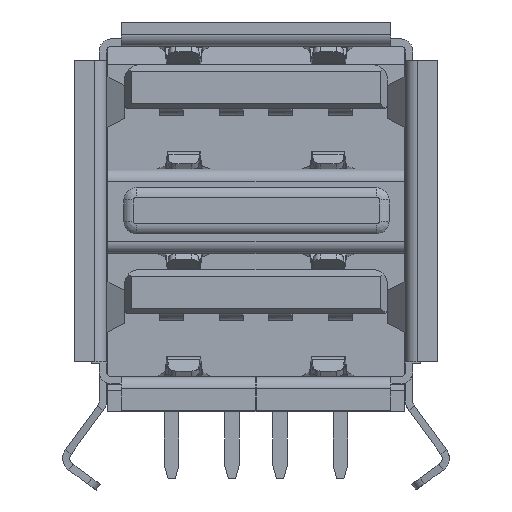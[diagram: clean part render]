
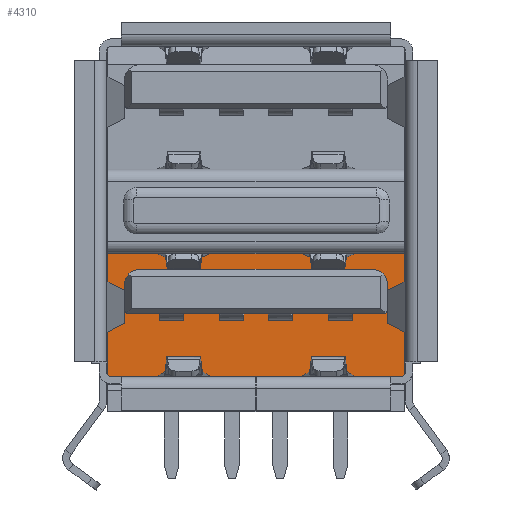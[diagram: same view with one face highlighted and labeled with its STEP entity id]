
A CAD part, front view. The second image highlights one B-rep face of the part: STEP entity #4310.
In plain terms, the highlighted planar face has unit normal (0, -1, 0).
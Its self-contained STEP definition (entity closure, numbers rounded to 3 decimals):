
#3204 = VERTEX_POINT('',#3205);
#3205 = CARTESIAN_POINT('',(-6.16,-6.6,
    6.56));
#3350 = VERTEX_POINT('',#3351);
#3351 = CARTESIAN_POINT('',(-6.16,-6.6,1.12));
#3357 = EDGE_CURVE('',#3204,#3350,#3358,.T.);
#3358 = LINE('',#3359,#3360);
#3359 = CARTESIAN_POINT('',(-6.16,-6.6,7.545));
#3360 = VECTOR('',#3361,1.);
#3361 = DIRECTION('',(0.,0.,-1.));
#3636 = VERTEX_POINT('',#3637);
#3637 = CARTESIAN_POINT('',(6.16,-6.6,6.56
    ));
#3643 = EDGE_CURVE('',#3636,#3644,#3646,.T.);
#3644 = VERTEX_POINT('',#3645);
#3645 = CARTESIAN_POINT('',(6.16,-6.6,1.12));
#3646 = LINE('',#3647,#3648);
#3647 = CARTESIAN_POINT('',(6.16,-6.6,7.545));
#3648 = VECTOR('',#3649,1.);
#3649 = DIRECTION('',(0.,0.,-1.));
#4310 = ADVANCED_FACE('',(#4311,#4345,#4415,#4449),#4465,.F.);
#4311 = FACE_BOUND('',#4312,.T.);
#4312 = EDGE_LOOP('',(#4313,#4323,#4331,#4339));
#4313 = ORIENTED_EDGE('',*,*,#4314,.T.);
#4314 = EDGE_CURVE('',#4315,#4317,#4319,.T.);
#4315 = VERTEX_POINT('',#4316);
#4316 = CARTESIAN_POINT('',(-0.001,-6.6,1.45));
#4317 = VERTEX_POINT('',#4318);
#4318 = CARTESIAN_POINT('',(-0.001,-6.6,1.15));
#4319 = LINE('',#4320,#4321);
#4320 = CARTESIAN_POINT('',(-0.001,-6.6,1.3));
#4321 = VECTOR('',#4322,1.);
#4322 = DIRECTION('',(0.,0.,-1.));
#4323 = ORIENTED_EDGE('',*,*,#4324,.F.);
#4324 = EDGE_CURVE('',#4325,#4317,#4327,.T.);
#4325 = VERTEX_POINT('',#4326);
#4326 = CARTESIAN_POINT('',(-0.723,-6.6,
    1.15));
#4327 = LINE('',#4328,#4329);
#4328 = CARTESIAN_POINT('',(-2.6,-6.6,1.15));
#4329 = VECTOR('',#4330,1.);
#4330 = DIRECTION('',(1.,0.,0.));
#4331 = ORIENTED_EDGE('',*,*,#4332,.F.);
#4332 = EDGE_CURVE('',#4333,#4325,#4335,.T.);
#4333 = VERTEX_POINT('',#4334);
#4334 = CARTESIAN_POINT('',(-0.723,-6.6,1.45));
#4335 = LINE('',#4336,#4337);
#4336 = CARTESIAN_POINT('',(-0.723,-6.6,3.84));
#4337 = VECTOR('',#4338,1.);
#4338 = DIRECTION('',(0.,0.,-1.));
#4339 = ORIENTED_EDGE('',*,*,#4340,.F.);
#4340 = EDGE_CURVE('',#4315,#4333,#4341,.T.);
#4341 = LINE('',#4342,#4343);
#4342 = CARTESIAN_POINT('',(0.,-6.6,1.45));
#4343 = VECTOR('',#4344,1.);
#4344 = DIRECTION('',(-1.,0.,0.));
#4345 = FACE_BOUND('',#4346,.T.);
#4346 = EDGE_LOOP('',(#4347,#4357,#4366,#4374,#4383,#4391,#4400,#4408));
#4347 = ORIENTED_EDGE('',*,*,#4348,.F.);
#4348 = EDGE_CURVE('',#4349,#4351,#4353,.T.);
#4349 = VERTEX_POINT('',#4350);
#4350 = CARTESIAN_POINT('',(-5.26,-6.6,4.06));
#4351 = VERTEX_POINT('',#4352);
#4352 = CARTESIAN_POINT('',(5.26,-6.6,4.06));
#4353 = LINE('',#4354,#4355);
#4354 = CARTESIAN_POINT('',(0.,-6.6,4.06));
#4355 = VECTOR('',#4356,1.);
#4356 = DIRECTION('',(1.,0.,0.));
#4357 = ORIENTED_EDGE('',*,*,#4358,.T.);
#4358 = EDGE_CURVE('',#4349,#4359,#4361,.T.);
#4359 = VERTEX_POINT('',#4360);
#4360 = CARTESIAN_POINT('',(-5.46,-6.6,4.26));
#4361 = CIRCLE('',#4362,0.2);
#4362 = AXIS2_PLACEMENT_3D('',#4363,#4364,#4365);
#4363 = CARTESIAN_POINT('',(-5.26,-6.6,4.26));
#4364 = DIRECTION('',(0.,1.,0.));
#4365 = DIRECTION('',(1.,0.,0.));
#4366 = ORIENTED_EDGE('',*,*,#4367,.F.);
#4367 = EDGE_CURVE('',#4368,#4359,#4370,.T.);
#4368 = VERTEX_POINT('',#4369);
#4369 = CARTESIAN_POINT('',(-5.46,-6.6,5.26));
#4370 = LINE('',#4371,#4372);
#4371 = CARTESIAN_POINT('',(-5.46,-6.6,4.76));
#4372 = VECTOR('',#4373,1.);
#4373 = DIRECTION('',(0.,0.,-1.));
#4374 = ORIENTED_EDGE('',*,*,#4375,.T.);
#4375 = EDGE_CURVE('',#4368,#4376,#4378,.T.);
#4376 = VERTEX_POINT('',#4377);
#4377 = CARTESIAN_POINT('',(-4.82,-6.6,5.9));
#4378 = CIRCLE('',#4379,0.64);
#4379 = AXIS2_PLACEMENT_3D('',#4380,#4381,#4382);
#4380 = CARTESIAN_POINT('',(-4.82,-6.6,5.26));
#4381 = DIRECTION('',(0.,1.,0.));
#4382 = DIRECTION('',(1.,0.,0.));
#4383 = ORIENTED_EDGE('',*,*,#4384,.F.);
#4384 = EDGE_CURVE('',#4385,#4376,#4387,.T.);
#4385 = VERTEX_POINT('',#4386);
#4386 = CARTESIAN_POINT('',(4.82,-6.6,5.9));
#4387 = LINE('',#4388,#4389);
#4388 = CARTESIAN_POINT('',(0.,-6.6,5.9));
#4389 = VECTOR('',#4390,1.);
#4390 = DIRECTION('',(-1.,0.,0.));
#4391 = ORIENTED_EDGE('',*,*,#4392,.T.);
#4392 = EDGE_CURVE('',#4385,#4393,#4395,.T.);
#4393 = VERTEX_POINT('',#4394);
#4394 = CARTESIAN_POINT('',(5.46,-6.6,5.26));
#4395 = CIRCLE('',#4396,0.64);
#4396 = AXIS2_PLACEMENT_3D('',#4397,#4398,#4399);
#4397 = CARTESIAN_POINT('',(4.82,-6.6,5.26));
#4398 = DIRECTION('',(0.,1.,0.));
#4399 = DIRECTION('',(1.,0.,0.));
#4400 = ORIENTED_EDGE('',*,*,#4401,.F.);
#4401 = EDGE_CURVE('',#4402,#4393,#4404,.T.);
#4402 = VERTEX_POINT('',#4403);
#4403 = CARTESIAN_POINT('',(5.46,-6.6,4.26));
#4404 = LINE('',#4405,#4406);
#4405 = CARTESIAN_POINT('',(5.46,-6.6,4.76));
#4406 = VECTOR('',#4407,1.);
#4407 = DIRECTION('',(0.,0.,1.));
#4408 = ORIENTED_EDGE('',*,*,#4409,.T.);
#4409 = EDGE_CURVE('',#4402,#4351,#4410,.T.);
#4410 = CIRCLE('',#4411,0.2);
#4411 = AXIS2_PLACEMENT_3D('',#4412,#4413,#4414);
#4412 = CARTESIAN_POINT('',(5.26,-6.6,4.26));
#4413 = DIRECTION('',(0.,1.,0.));
#4414 = DIRECTION('',(1.,0.,0.));
#4415 = FACE_BOUND('',#4416,.T.);
#4416 = EDGE_LOOP('',(#4417,#4427,#4435,#4443));
#4417 = ORIENTED_EDGE('',*,*,#4418,.T.);
#4418 = EDGE_CURVE('',#4419,#4421,#4423,.T.);
#4419 = VERTEX_POINT('',#4420);
#4420 = CARTESIAN_POINT('',(0.001,-6.6,1.15));
#4421 = VERTEX_POINT('',#4422);
#4422 = CARTESIAN_POINT('',(0.001,-6.6,1.45));
#4423 = LINE('',#4424,#4425);
#4424 = CARTESIAN_POINT('',(0.001,-6.6,1.3));
#4425 = VECTOR('',#4426,1.);
#4426 = DIRECTION('',(0.,0.,1.));
#4427 = ORIENTED_EDGE('',*,*,#4428,.T.);
#4428 = EDGE_CURVE('',#4421,#4429,#4431,.T.);
#4429 = VERTEX_POINT('',#4430);
#4430 = CARTESIAN_POINT('',(0.723,-6.6,1.45));
#4431 = LINE('',#4432,#4433);
#4432 = CARTESIAN_POINT('',(2.601,-6.6,1.45));
#4433 = VECTOR('',#4434,1.);
#4434 = DIRECTION('',(1.,0.,0.));
#4435 = ORIENTED_EDGE('',*,*,#4436,.F.);
#4436 = EDGE_CURVE('',#4437,#4429,#4439,.T.);
#4437 = VERTEX_POINT('',#4438);
#4438 = CARTESIAN_POINT('',(0.723,-6.6,1.15));
#4439 = LINE('',#4440,#4441);
#4440 = CARTESIAN_POINT('',(0.723,-6.6,3.84));
#4441 = VECTOR('',#4442,1.);
#4442 = DIRECTION('',(0.,0.,1.));
#4443 = ORIENTED_EDGE('',*,*,#4444,.F.);
#4444 = EDGE_CURVE('',#4419,#4437,#4445,.T.);
#4445 = LINE('',#4446,#4447);
#4446 = CARTESIAN_POINT('',(0.,-6.6,1.15));
#4447 = VECTOR('',#4448,1.);
#4448 = DIRECTION('',(1.,0.,0.));
#4449 = FACE_BOUND('',#4450,.T.);
#4450 = EDGE_LOOP('',(#4451,#4452,#4458,#4459));
#4451 = ORIENTED_EDGE('',*,*,#3357,.T.);
#4452 = ORIENTED_EDGE('',*,*,#4453,.F.);
#4453 = EDGE_CURVE('',#3644,#3350,#4454,.T.);
#4454 = LINE('',#4455,#4456);
#4455 = CARTESIAN_POINT('',(0.,-6.6,1.12));
#4456 = VECTOR('',#4457,1.);
#4457 = DIRECTION('',(-1.,0.,0.));
#4458 = ORIENTED_EDGE('',*,*,#3643,.F.);
#4459 = ORIENTED_EDGE('',*,*,#4460,.F.);
#4460 = EDGE_CURVE('',#3204,#3636,#4461,.T.);
#4461 = LINE('',#4462,#4463);
#4462 = CARTESIAN_POINT('',(0.,-6.6,6.56));
#4463 = VECTOR('',#4464,1.);
#4464 = DIRECTION('',(1.,0.,0.));
#4465 = PLANE('',#4466);
#4466 = AXIS2_PLACEMENT_3D('',#4467,#4468,#4469);
#4467 = CARTESIAN_POINT('',(-6.16,-6.6,1.12));
#4468 = DIRECTION('',(0.,1.,0.));
#4469 = DIRECTION('',(0.,0.,1.));
